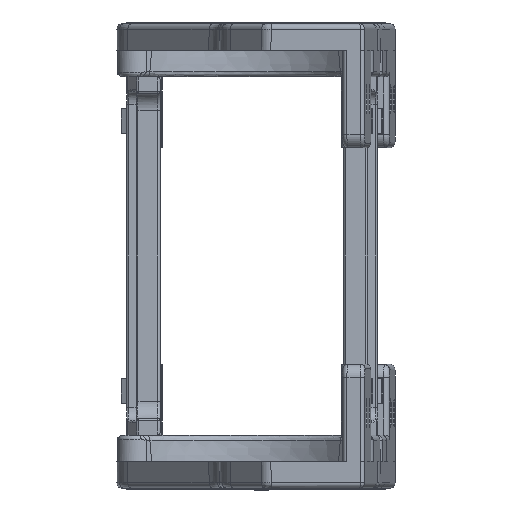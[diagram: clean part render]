
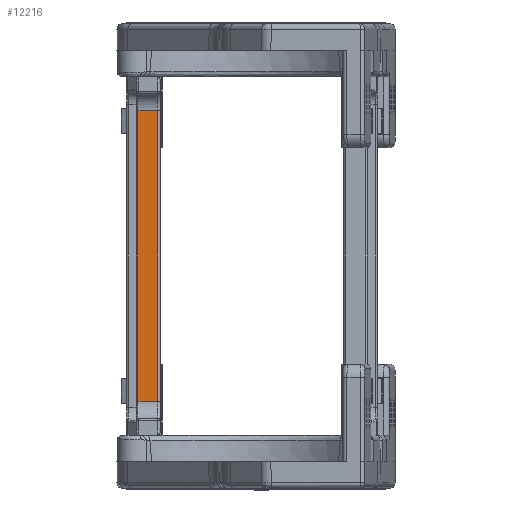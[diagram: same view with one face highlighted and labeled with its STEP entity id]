
A CAD part, left-side view. The second image highlights one B-rep face of the part: STEP entity #12216.
In plain terms, the highlighted planar face has unit normal (-1, 0, 0).
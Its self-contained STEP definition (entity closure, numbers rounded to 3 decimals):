
#684 = LINE ( 'NONE', #75074, #79138 ) ;
#1282 = EDGE_LOOP ( 'NONE', ( #38444, #73916, #32556, #28801 ) ) ;
#1288 = VECTOR ( 'NONE', #34343, 1000. ) ;
#6375 = DIRECTION ( 'NONE',  ( 0., 0., 1. ) ) ;
#6511 = LINE ( 'NONE', #68452, #69566 ) ;
#12216 = ADVANCED_FACE ( 'NONE', ( #61049 ), #83733, .T. ) ;
#13411 = CARTESIAN_POINT ( 'NONE',  ( -141.824, 193.216, 71.847 ) ) ;
#14065 = CARTESIAN_POINT ( 'NONE',  ( -141.824, 193.216, 72.647 ) ) ;
#14714 = DIRECTION ( 'NONE',  ( -1., 0., 0. ) ) ;
#16123 = EDGE_CURVE ( 'NONE', #41614, #86165, #69104, .T. ) ;
#16433 = LINE ( 'NONE', #14065, #80501 ) ;
#21990 = CARTESIAN_POINT ( 'NONE',  ( -141.824, 98.254, -21.703 ) ) ;
#28801 = ORIENTED_EDGE ( 'NONE', *, *, #16123, .T. ) ;
#31936 = EDGE_CURVE ( 'NONE', #50584, #41614, #16433, .T. ) ;
#32556 = ORIENTED_EDGE ( 'NONE', *, *, #31936, .T. ) ;
#34343 = DIRECTION ( 'NONE',  ( 0., 1., 0. ) ) ;
#38444 = ORIENTED_EDGE ( 'NONE', *, *, #92045, .T. ) ;
#40977 = CARTESIAN_POINT ( 'NONE',  ( -141.824, 193.216, 6.147 ) ) ;
#41614 = VERTEX_POINT ( 'NONE', #13411 ) ;
#45436 = DIRECTION ( 'NONE',  ( 0., 0., -1. ) ) ;
#50584 = VERTEX_POINT ( 'NONE', #40977 ) ;
#51134 = DIRECTION ( 'NONE',  ( 0., 1., 0. ) ) ;
#55265 = AXIS2_PLACEMENT_3D ( 'NONE', #21990, #14714, #75795 ) ;
#59524 = VERTEX_POINT ( 'NONE', #96444 ) ;
#61049 = FACE_OUTER_BOUND ( 'NONE', #1282, .T. ) ;
#67953 = CARTESIAN_POINT ( 'NONE',  ( -141.824, 197.704, 71.847 ) ) ;
#68452 = CARTESIAN_POINT ( 'NONE',  ( -141.824, 197.704, -21.703 ) ) ;
#69104 = LINE ( 'NONE', #85191, #1288 ) ;
#69566 = VECTOR ( 'NONE', #45436, 1000. ) ;
#73916 = ORIENTED_EDGE ( 'NONE', *, *, #76596, .F. ) ;
#75074 = CARTESIAN_POINT ( 'NONE',  ( -141.824, 98.254, 6.147 ) ) ;
#75795 = DIRECTION ( 'NONE',  ( 0., 0., 1. ) ) ;
#76596 = EDGE_CURVE ( 'NONE', #50584, #59524, #684, .T. ) ;
#79138 = VECTOR ( 'NONE', #51134, 1000. ) ;
#80501 = VECTOR ( 'NONE', #6375, 1000. ) ;
#83733 = PLANE ( 'NONE',  #55265 ) ;
#85191 = CARTESIAN_POINT ( 'NONE',  ( -141.824, 98.254, 71.847 ) ) ;
#86165 = VERTEX_POINT ( 'NONE', #67953 ) ;
#92045 = EDGE_CURVE ( 'NONE', #86165, #59524, #6511, .T. ) ;
#96444 = CARTESIAN_POINT ( 'NONE',  ( -141.824, 197.704, 6.147 ) ) ;
